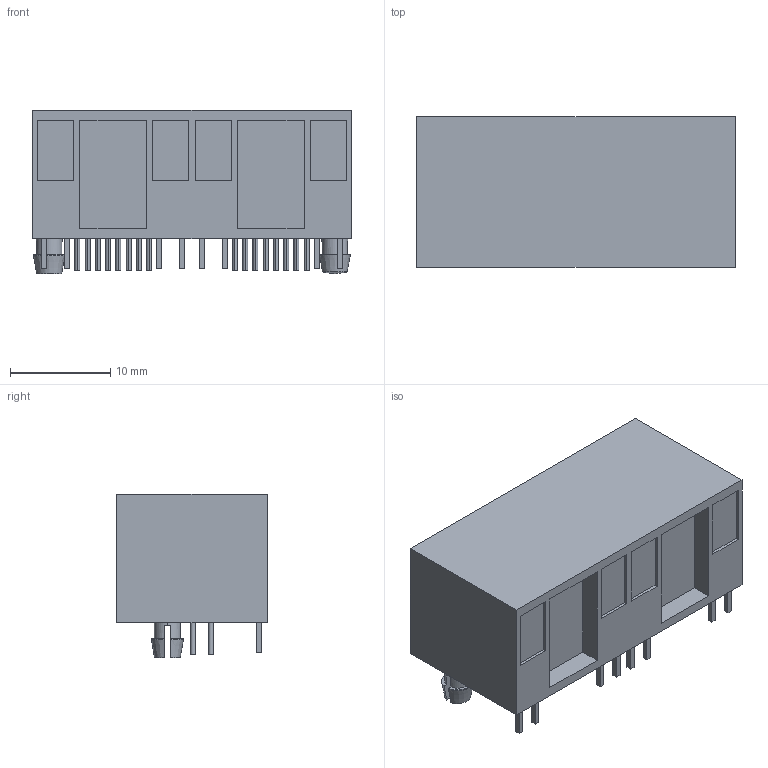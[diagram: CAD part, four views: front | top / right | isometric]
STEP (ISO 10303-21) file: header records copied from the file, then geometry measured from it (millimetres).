
FILE_DESCRIPTION (( 'STEP AP214' ), '1' );
FILE_NAME ('HC-RJ45-5JA-2-5-Y.STEP', '2024-03-14T08:55:48', ( '' ), ( '' ), 'SwSTEP 2.0', 'SolidWorks 2022', '' );
FILE_SCHEMA (( 'AUTOMOTIVE_DESIGN' ));
Length unit declared in the file: millimetre
Products named in the file (1): HC-RJ45-5JA-2-5-Y
Bounding box: 31.75 x 15 x 16.3 mm (x, y, z)
Volume: 3167.7 mm3; surface area: 4387.3 mm2
Topology: 25 solids, 25 shells, 424 faces, 1004 edges, 648 vertices
Faces by surface type: plane 228, cylinder 126, bspline 64, cone 6
Entity records: 17898 total; most frequent: CARTESIAN_POINT 3087, DIRECTION 2110, ORIENTED_EDGE 2008, EDGE_CURVE 1004, AXIS2_PLACEMENT_3D 755, VERTEX_POINT 648, LINE 600, VECTOR 600
